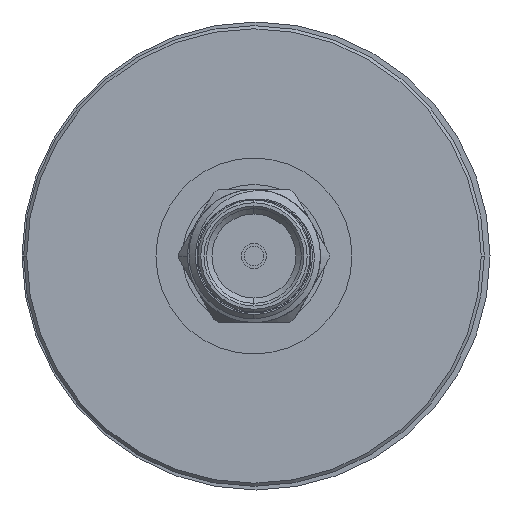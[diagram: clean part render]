
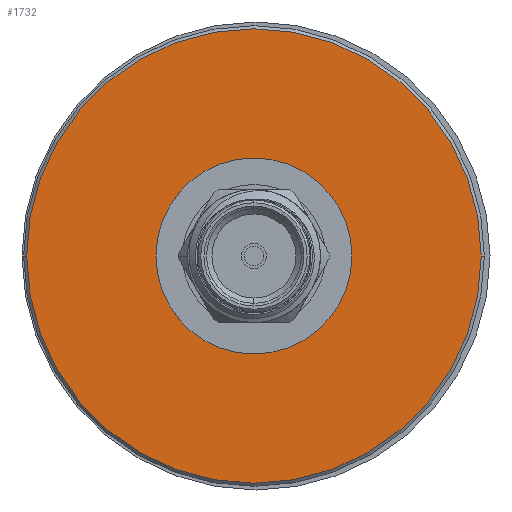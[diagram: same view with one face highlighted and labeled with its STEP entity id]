
A CAD part, left-side view. The second image highlights one B-rep face of the part: STEP entity #1732.
In plain terms, the highlighted face is planar.
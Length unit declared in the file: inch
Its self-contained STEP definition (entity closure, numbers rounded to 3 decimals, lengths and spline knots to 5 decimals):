
#401 = CARTESIAN_POINT ( 'NONE',  ( 0.39579, 0.43102, 0. ) ) ;
#481 = VERTEX_POINT ( 'NONE', #908 ) ;
#908 = CARTESIAN_POINT ( 'NONE',  ( 0.39579, -0.42332, 0. ) ) ;
#963 = DIRECTION ( 'NONE',  ( 1., 0., 0. ) ) ;
#1017 = CARTESIAN_POINT ( 'NONE',  ( 0.39579, 0.18803, 0. ) ) ;
#1312 = DIRECTION ( 'NONE',  ( 0., 1., 0. ) ) ;
#1339 = AXIS2_PLACEMENT_3D ( 'NONE', #6703, #10461, #3104 ) ;
#1531 = CARTESIAN_POINT ( 'NONE',  ( 0.39579, 0.00385, 0. ) ) ;
#1732 = ADVANCED_FACE ( 'NONE', ( #13126, #9872 ), #10061, .T. ) ;
#2694 = DIRECTION ( 'NONE',  ( 0., 1., 0. ) ) ;
#2796 = EDGE_CURVE ( 'NONE', #481, #14221, #13175, .T. ) ;
#3104 = DIRECTION ( 'NONE',  ( 0., 1., 0. ) ) ;
#3266 = DIRECTION ( 'NONE',  ( 1., 0., 0. ) ) ;
#3529 = EDGE_CURVE ( 'NONE', #9262, #10244, #3539, .T. ) ;
#3539 = CIRCLE ( 'NONE', #8121, 0.18418 ) ;
#3815 = AXIS2_PLACEMENT_3D ( 'NONE', #4405, #3266, #7009 ) ;
#4339 = ORIENTED_EDGE ( 'NONE', *, *, #7442, .F. ) ;
#4405 = CARTESIAN_POINT ( 'NONE',  ( 0.39579, 0.00385, 0. ) ) ;
#6270 = CARTESIAN_POINT ( 'NONE',  ( 0.39579, -0.18033, 0. ) ) ;
#6703 = CARTESIAN_POINT ( 'NONE',  ( 0.39579, 0.00385, 0. ) ) ;
#6712 = AXIS2_PLACEMENT_3D ( 'NONE', #1531, #10069, #2694 ) ;
#7009 = DIRECTION ( 'NONE',  ( 0., 1., 0. ) ) ;
#7442 = EDGE_CURVE ( 'NONE', #10244, #9262, #7637, .T. ) ;
#7637 = CIRCLE ( 'NONE', #3815, 0.18418 ) ;
#8121 = AXIS2_PLACEMENT_3D ( 'NONE', #13425, #14593, #1312 ) ;
#8776 = CARTESIAN_POINT ( 'NONE',  ( 0.39579, 0.43102, 0. ) ) ;
#9189 = ORIENTED_EDGE ( 'NONE', *, *, #3529, .F. ) ;
#9218 = EDGE_LOOP ( 'NONE', ( #4339, #9189 ) ) ;
#9262 = VERTEX_POINT ( 'NONE', #6270 ) ;
#9525 = AXIS2_PLACEMENT_3D ( 'NONE', #401, #963, #13083 ) ;
#9634 = CIRCLE ( 'NONE', #6712, 0.42717 ) ;
#9872 = FACE_BOUND ( 'NONE', #9218, .T. ) ;
#10061 = PLANE ( 'NONE',  #9525 ) ;
#10069 = DIRECTION ( 'NONE',  ( 1., 0., 0. ) ) ;
#10244 = VERTEX_POINT ( 'NONE', #1017 ) ;
#10461 = DIRECTION ( 'NONE',  ( 1., 0., 0. ) ) ;
#11293 = ORIENTED_EDGE ( 'NONE', *, *, #15607, .T. ) ;
#13083 = DIRECTION ( 'NONE',  ( 0., 1., 0. ) ) ;
#13126 = FACE_OUTER_BOUND ( 'NONE', #13702, .T. ) ;
#13175 = CIRCLE ( 'NONE', #1339, 0.42717 ) ;
#13425 = CARTESIAN_POINT ( 'NONE',  ( 0.39579, 0.00385, 0. ) ) ;
#13702 = EDGE_LOOP ( 'NONE', ( #15276, #11293 ) ) ;
#14221 = VERTEX_POINT ( 'NONE', #8776 ) ;
#14593 = DIRECTION ( 'NONE',  ( 1., 0., 0. ) ) ;
#15276 = ORIENTED_EDGE ( 'NONE', *, *, #2796, .T. ) ;
#15607 = EDGE_CURVE ( 'NONE', #14221, #481, #9634, .T. ) ;
